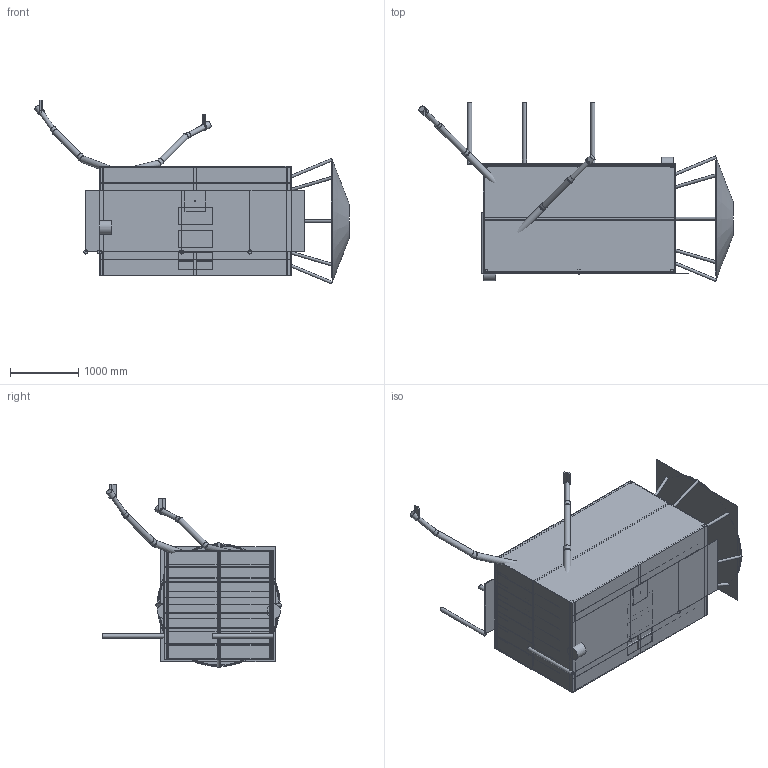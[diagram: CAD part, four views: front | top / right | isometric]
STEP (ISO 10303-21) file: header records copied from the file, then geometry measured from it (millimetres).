
FILE_DESCRIPTION(('FreeCAD Model'),'2;1');
FILE_NAME('Open CASCADE Shape Model','2025-08-13T13:07:41',('Author'),( ''),'Open CASCADE STEP processor 7.8','FreeCAD','Unknown');
FILE_SCHEMA(('AUTOMOTIVE_DESIGN { 1 0 10303 214 1 1 1 1 }'));
Length unit declared in the file: metre
Products named in the file (273): Carcasa; Modulos; EPS; EPS_Box_R1_S3; EPS_Bat_R1_S3; EPS_BackConn_R1_S3; EPS_Box_R2_S3; EPS_Bat_R2_S3; EPS_BackConn_R2_S3; OBC; OBC_PCB_R1_S4_1; OBC_PCB_R1_S4_2; OBC_PCB_R1_S4_3; OBC_PCB_R1_S4_4; OBC_PCB_R1_S4_5; OBC_PCB_R1_S4_6; OBC_Standoff_R1_S4_0_03; OBC_Standoff_R1_S4_2_77; OBC_Standoff_R1_S4_0_004; OBC_Standoff_R1_S4_2_078; OBC_PCB_R2_S4_1; OBC_PCB_R2_S4_2; OBC_PCB_R2_S4_3; OBC_PCB_R2_S4_4; OBC_PCB_R2_S4_5; OBC_PCB_R2_S4_6; OBC_Standoff_R2_S4_0_03; OBC_Standoff_R2_S4_2_77; OBC_Standoff_R2_S4_0_004; OBC_Standoff_R2_S4_2_078; ADCS; ADCS_RWX_R1_S5; ADCS_RWY_R1_S5; ADCS_RWZ_R1_S5; ADCS_MTQZ_R1_S5; ADCS_RWX_R2_S5; ADCS_RWY_R2_S5; ADCS_RWZ_R2_S5; ADCS_MTQZ_R2_S5; RF ...
Assembly tree (256 placements, depth 2):
  Modulos
  EPS
    EPS_Box_R1_S3
    EPS_Bat_R1_S3
    EPS_BackConn_R1_S3
    EPS_Box_R2_S3
    EPS_Bat_R2_S3
    EPS_BackConn_R2_S3
  OBC
    OBC_PCB_R1_S4_1
    OBC_PCB_R1_S4_2
    OBC_PCB_R1_S4_3
    OBC_PCB_R1_S4_4
    OBC_PCB_R1_S4_5
    OBC_PCB_R1_S4_6
    OBC_Standoff_R1_S4_0_03
    OBC_Standoff_R1_S4_2_77
    OBC_Standoff_R1_S4_0_004
    OBC_Standoff_R1_S4_2_078
    OBC_PCB_R2_S4_1
    OBC_PCB_R2_S4_2
    OBC_PCB_R2_S4_3
    OBC_PCB_R2_S4_4
    OBC_PCB_R2_S4_5
    OBC_PCB_R2_S4_6
    OBC_Standoff_R2_S4_0_03
    OBC_Standoff_R2_S4_2_77
    OBC_Standoff_R2_S4_0_004
    OBC_Standoff_R2_S4_2_078
  ADCS
    ADCS_RWX_R1_S5
    ADCS_RWY_R1_S5
    ADCS_RWZ_R1_S5
    ADCS_MTQZ_R1_S5
    ADCS_RWX_R2_S5
    ADCS_RWY_R2_S5
    ADCS_RWZ_R2_S5
    ADCS_MTQZ_R2_S5
  RF
    RF_TRX_R1_S6
    RF_Coax_R1_S6
    RF_Patch_R1_S6
    RF_TRX_R2_S6
    RF_Coax_R2_S6
    RF_Patch_R2_S6
Bounding box: 4595.17 x 2618.46 x 2689.86 mm (x, y, z)
Volume: 9192108600 mm3; surface area: 331336972.3 mm2
Topology: 256 solids, 256 shells, 1171 faces, 1898 edges, 1244 vertices
Faces by surface type: plane 1017, cylinder 151, cone 3
Full cylindrical faces by diameter (mm): 8 x8, 12 x18, 20 x34, 24 x2, 32 x16, 40 x14, 60 x12, 70 x2, 80 x4, 84 x2, 90 x2, 99 x2, 100 x4, 110 x2, 120 x2, 160 x6, 200 x4, 220 x16, 350 x1
Entity records: 57939 total; most frequent: DIRECTION 8770, CARTESIAN_POINT 8454, LINE 4990, VECTOR 4990, ORIENTED_EDGE 3796, PCURVE 3796, DEFINITIONAL_REPRESENTATION 3796, EDGE_CURVE 1898
